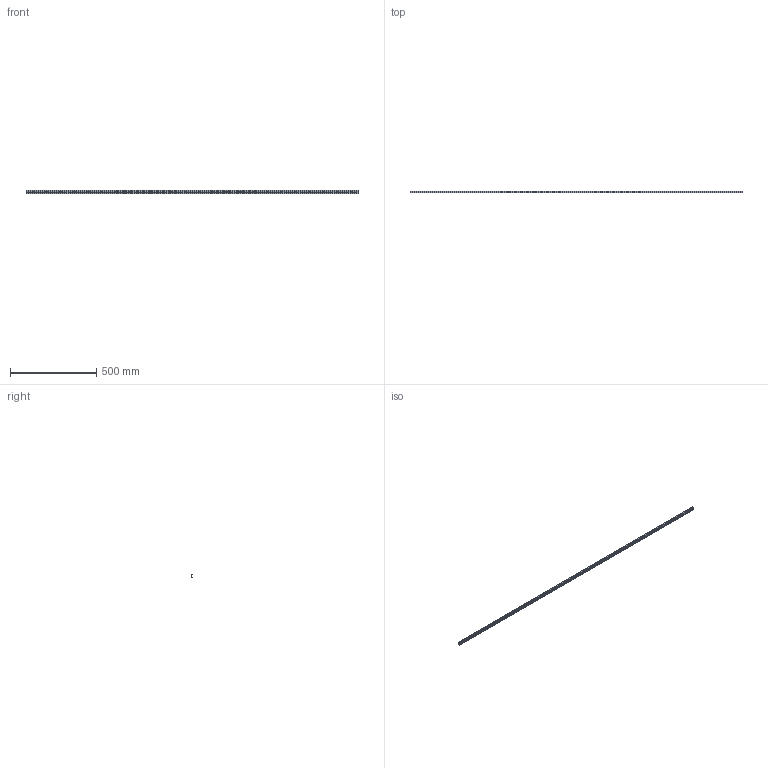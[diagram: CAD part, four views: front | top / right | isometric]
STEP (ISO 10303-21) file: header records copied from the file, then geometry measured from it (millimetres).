
FILE_DESCRIPTION((''),'2;1');
FILE_NAME('LCX 18-1920.C.stp','2016-04-28T08:12:00',('MRathmann'),(''),'Autodesk Inventor 2012','Autodesk Inventor 2012','');
FILE_SCHEMA(('CONFIG_CONTROL_DESIGN'));
Length unit declared in the file: millimetre
Products named in the file (1): LCX 18-1920.C
Bounding box: 1920 x 8.25 x 18 mm (x, y, z)
Volume: 139567.4 mm3; surface area: 121358 mm2
Topology: 1 solids, 1 shells, 96 faces, 282 edges, 188 vertices
Faces by surface type: cylinder 59, plane 37
Full cylindrical faces by diameter (mm): 5 x24, 9.5 x24
Entity records: 2694 total; most frequent: DIRECTION 498, CARTESIAN_POINT 423, ORIENTED_EDGE 372, AXIS2_PLACEMENT_3D 215, EDGE_LOOP 192, EDGE_CURVE 186, VERTEX_POINT 140, CIRCLE 118
